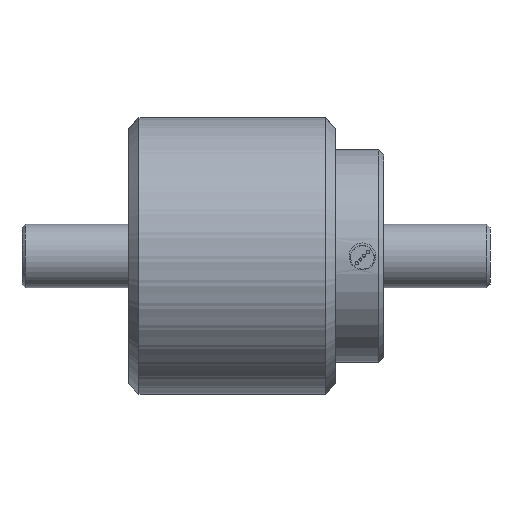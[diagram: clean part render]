
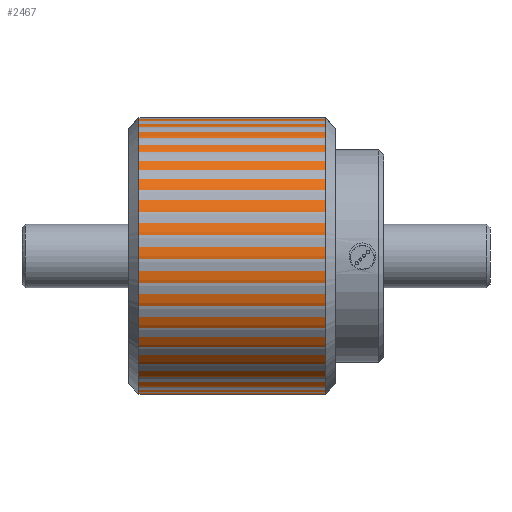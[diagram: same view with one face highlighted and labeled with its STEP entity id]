
A CAD part, front view. The second image highlights one B-rep face of the part: STEP entity #2467.
In plain terms, the highlighted cylindrical face has radius 13 mm (diameter 26 mm), a full revolution.
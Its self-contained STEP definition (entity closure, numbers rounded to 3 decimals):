
#1342 = CIRCLE ( 'NONE', #2285, 13. ) ;
#1999 = DIRECTION ( 'NONE',  ( 0., 0., 1. ) ) ;
#2042 = EDGE_CURVE ( 'NONE', #5095, #5095, #5640, .T. ) ;
#2285 = AXIS2_PLACEMENT_3D ( 'NONE', #3486, #3485, #3479 ) ;
#2467 = ADVANCED_FACE ( 'NONE', ( #5594, #5587 ), #5585, .T. ) ;
#2625 = ORIENTED_EDGE ( 'NONE', *, *, #2042, .T. ) ;
#2693 = EDGE_LOOP ( 'NONE', ( #2625 ) ) ;
#2937 = EDGE_CURVE ( 'NONE', #4938, #4938, #1342, .T. ) ;
#3479 = DIRECTION ( 'NONE',  ( 0., 0., 1. ) ) ;
#3485 = DIRECTION ( 'NONE',  ( -1., 0., 0. ) ) ;
#3486 = CARTESIAN_POINT ( 'NONE',  ( 11., 0., 0. ) ) ;
#3924 = DIRECTION ( 'NONE',  ( -1., 0., 0. ) ) ;
#4852 = ORIENTED_EDGE ( 'NONE', *, *, #2937, .F. ) ;
#4936 = CARTESIAN_POINT ( 'NONE',  ( 11., 0., 13. ) ) ;
#4938 = VERTEX_POINT ( 'NONE', #4936 ) ;
#5064 = CARTESIAN_POINT ( 'NONE',  ( 28.5, 0., 0. ) ) ;
#5091 = CARTESIAN_POINT ( 'NONE',  ( 28.5, 0., 13. ) ) ;
#5095 = VERTEX_POINT ( 'NONE', #5091 ) ;
#5122 = EDGE_LOOP ( 'NONE', ( #4852 ) ) ;
#5125 = AXIS2_PLACEMENT_3D ( 'NONE', #5064, #3924, #1999 ) ;
#5212 = AXIS2_PLACEMENT_3D ( 'NONE', #5584, #5579, #5578 ) ;
#5578 = DIRECTION ( 'NONE',  ( 0., 0., 1. ) ) ;
#5579 = DIRECTION ( 'NONE',  ( -1., 0., 0. ) ) ;
#5584 = CARTESIAN_POINT ( 'NONE',  ( 0., 0., 0. ) ) ;
#5585 = CYLINDRICAL_SURFACE ( 'NONE', #5212, 13. ) ;
#5587 = FACE_OUTER_BOUND ( 'NONE', #2693, .T. ) ;
#5594 = FACE_OUTER_BOUND ( 'NONE', #5122, .T. ) ;
#5640 = CIRCLE ( 'NONE', #5125, 13. ) ;
